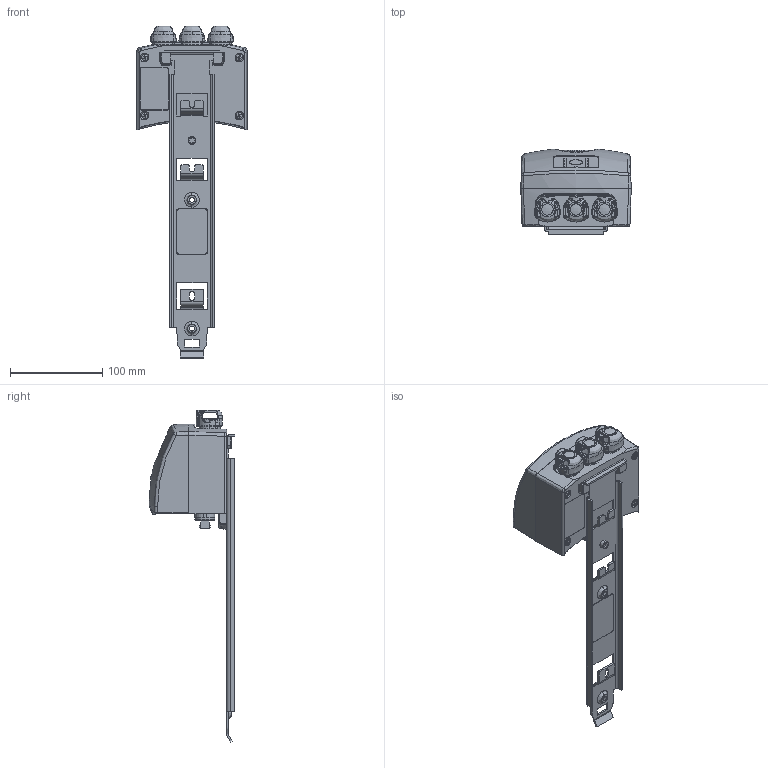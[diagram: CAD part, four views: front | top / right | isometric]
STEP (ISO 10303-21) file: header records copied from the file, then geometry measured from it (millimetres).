
FILE_DESCRIPTION (( 'STEP AP203' ), '1' );
FILE_NAME ('Ladestation Akku Control 4.5 + Halterung ohne Notaus.STEP', '2013-08-21T13:13:31', ( 'admin' ), ( 'Hewlett-Packard Company' ), 'SwSTEP 2.0', 'SolidWorks 2012', '' );
FILE_SCHEMA (( 'CONFIG_CONTROL_DESIGN' ));
Length unit declared in the file: millimetre
Products named in the file (1): Ladestation Akku Control 4.5  + Halterung ohne Notaus
Bounding box: 120 x 92.68 x 360.72 mm (x, y, z)
Volume: 825515.9 mm3; surface area: 105055.1 mm2
Topology: 1 solids, 2 shells, 1588 faces, 4100 edges, 2506 vertices
Faces by surface type: bspline 607, plane 505, cylinder 321, cone 153, torus 2
Entity records: 69794 total; most frequent: CARTESIAN_POINT 35717, ORIENTED_EDGE 8128, DIRECTION 5867, EDGE_CURVE 4064, VERTEX_POINT 2506, AXIS2_PLACEMENT_3D 2125, EDGE_LOOP 1650, VECTOR 1617
